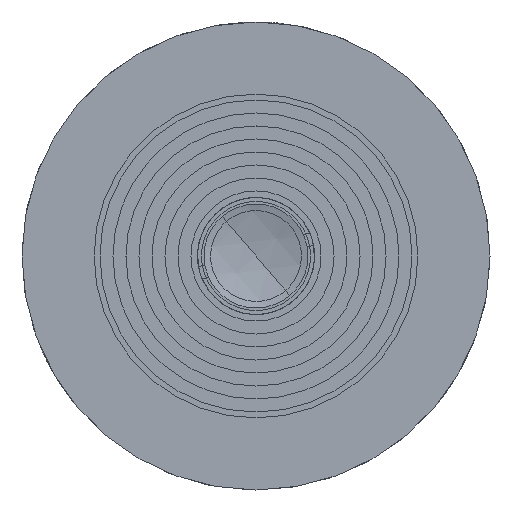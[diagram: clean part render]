
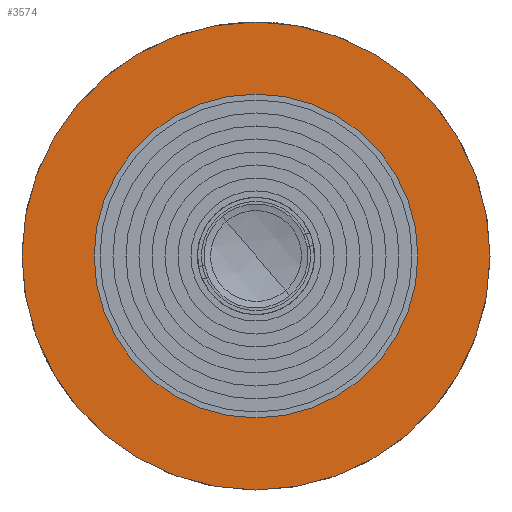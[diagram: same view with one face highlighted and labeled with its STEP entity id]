
A CAD part, left-side view. The second image highlights one B-rep face of the part: STEP entity #3574.
In plain terms, the highlighted planar face has unit normal (-1, 0, 0).
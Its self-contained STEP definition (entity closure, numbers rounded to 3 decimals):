
#24 = VERTEX_POINT ( 'NONE', #400 ) ;
#378 = FACE_OUTER_BOUND ( 'NONE', #1798, .T. ) ;
#400 = CARTESIAN_POINT ( 'NONE',  ( 0., 0., 18. ) ) ;
#434 = ORIENTED_EDGE ( 'NONE', *, *, #1583, .T. ) ;
#477 = CARTESIAN_POINT ( 'NONE',  ( 0., 0., 0. ) ) ;
#546 = ORIENTED_EDGE ( 'NONE', *, *, #1877, .T. ) ;
#672 = CIRCLE ( 'NONE', #1602, 18. ) ;
#842 = EDGE_CURVE ( 'NONE', #3059, #3061, #2350, .T. ) ;
#914 = AXIS2_PLACEMENT_3D ( 'NONE', #1512, #2093, #2604 ) ;
#950 = DIRECTION ( 'NONE',  ( 1., 0., 0. ) ) ;
#1512 = CARTESIAN_POINT ( 'NONE',  ( 0., 0., 0. ) ) ;
#1583 = EDGE_CURVE ( 'NONE', #2060, #24, #3031, .T. ) ;
#1602 = AXIS2_PLACEMENT_3D ( 'NONE', #2724, #3564, #2742 ) ;
#1736 = CARTESIAN_POINT ( 'NONE',  ( 0., 0., -18. ) ) ;
#1759 = FACE_BOUND ( 'NONE', #1880, .T. ) ;
#1785 = DIRECTION ( 'NONE',  ( -1., 0., 0. ) ) ;
#1798 = EDGE_LOOP ( 'NONE', ( #546, #434 ) ) ;
#1836 = DIRECTION ( 'NONE',  ( -1., 0., 0. ) ) ;
#1877 = EDGE_CURVE ( 'NONE', #24, #2060, #672, .T. ) ;
#1880 = EDGE_LOOP ( 'NONE', ( #3049, #3447 ) ) ;
#1890 = AXIS2_PLACEMENT_3D ( 'NONE', #477, #1836, #2931 ) ;
#2052 = AXIS2_PLACEMENT_3D ( 'NONE', #3422, #950, #3141 ) ;
#2060 = VERTEX_POINT ( 'NONE', #1736 ) ;
#2093 = DIRECTION ( 'NONE',  ( -1., 0., 0. ) ) ;
#2350 = CIRCLE ( 'NONE', #914, 12.45 ) ;
#2604 = DIRECTION ( 'NONE',  ( 0., 0., 1. ) ) ;
#2657 = CARTESIAN_POINT ( 'NONE',  ( 0., 0., 12.45 ) ) ;
#2724 = CARTESIAN_POINT ( 'NONE',  ( 0., 0., 0. ) ) ;
#2742 = DIRECTION ( 'NONE',  ( 0., 0., 1. ) ) ;
#2852 = PLANE ( 'NONE',  #2052 ) ;
#2931 = DIRECTION ( 'NONE',  ( 0., 0., 1. ) ) ;
#3031 = CIRCLE ( 'NONE', #1890, 18. ) ;
#3049 = ORIENTED_EDGE ( 'NONE', *, *, #842, .F. ) ;
#3059 = VERTEX_POINT ( 'NONE', #2657 ) ;
#3061 = VERTEX_POINT ( 'NONE', #3265 ) ;
#3072 = AXIS2_PLACEMENT_3D ( 'NONE', #3465, #1785, #3484 ) ;
#3076 = CIRCLE ( 'NONE', #3072, 12.45 ) ;
#3141 = DIRECTION ( 'NONE',  ( 0., 0., -1. ) ) ;
#3234 = EDGE_CURVE ( 'NONE', #3061, #3059, #3076, .T. ) ;
#3265 = CARTESIAN_POINT ( 'NONE',  ( 0., 0., -12.45 ) ) ;
#3422 = CARTESIAN_POINT ( 'NONE',  ( 0., 18., 0. ) ) ;
#3447 = ORIENTED_EDGE ( 'NONE', *, *, #3234, .F. ) ;
#3465 = CARTESIAN_POINT ( 'NONE',  ( 0., 0., 0. ) ) ;
#3484 = DIRECTION ( 'NONE',  ( 0., 0., 1. ) ) ;
#3564 = DIRECTION ( 'NONE',  ( -1., 0., 0. ) ) ;
#3574 = ADVANCED_FACE ( 'NONE', ( #1759, #378 ), #2852, .F. ) ;
